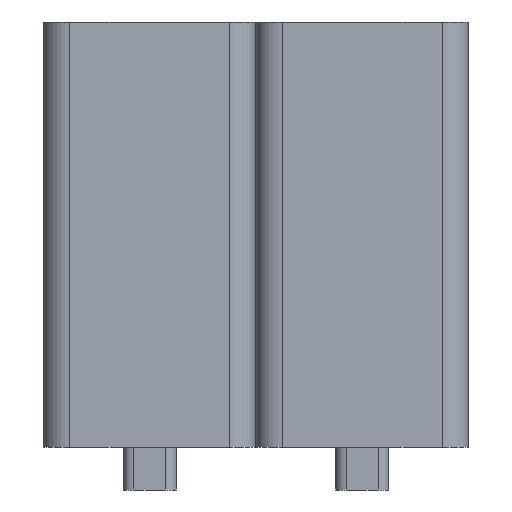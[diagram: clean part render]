
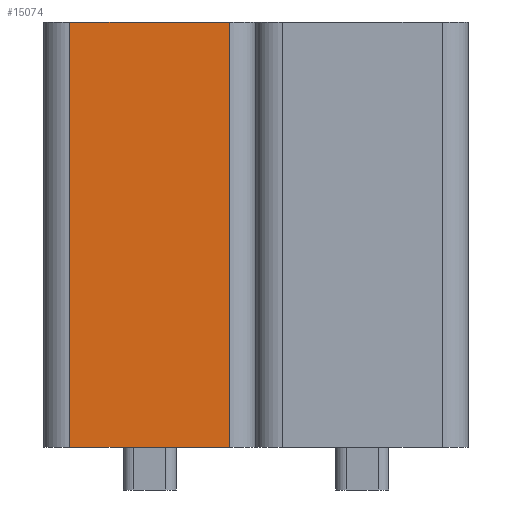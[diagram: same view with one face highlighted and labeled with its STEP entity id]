
A CAD part, left-side view. The second image highlights one B-rep face of the part: STEP entity #15074.
In plain terms, the highlighted planar face has unit normal (-1, 0, 0).
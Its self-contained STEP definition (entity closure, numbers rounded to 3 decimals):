
#804 = EDGE_CURVE ( 'NONE', #3632, #3703, #7513, .T. ) ;
#805 = EDGE_CURVE ( 'NONE', #3637, #3702, #7514, .T. ) ;
#890 = EDGE_CURVE ( 'NONE', #3702, #3703, #7554, .T. ) ;
#2535 = CARTESIAN_POINT ( 'NONE',  ( 0., -1.75, 4. ) ) ;
#2536 = DIRECTION ( 'NONE',  ( 0., 0., -1. ) ) ;
#2537 = CARTESIAN_POINT ( 'NONE',  ( 0., -0.25, 4. ) ) ;
#2538 = DIRECTION ( 'NONE',  ( 0., 0., -1. ) ) ;
#2752 = CARTESIAN_POINT ( 'NONE',  ( 0., -0.25, 0. ) ) ;
#2753 = DIRECTION ( 'NONE',  ( 0., -1., 0. ) ) ;
#3632 = VERTEX_POINT ( 'NONE', #9254 ) ;
#3637 = VERTEX_POINT ( 'NONE', #9259 ) ;
#3702 = VERTEX_POINT ( 'NONE', #9324 ) ;
#3703 = VERTEX_POINT ( 'NONE', #9325 ) ;
#4207 = EDGE_LOOP ( 'NONE', ( #4970, #4971, #4968, #4973 ) ) ;
#4968 = ORIENTED_EDGE ( 'NONE', *, *, #6731, .F. ) ;
#4970 = ORIENTED_EDGE ( 'NONE', *, *, #890, .T. ) ;
#4971 = ORIENTED_EDGE ( 'NONE', *, *, #804, .F. ) ;
#4973 = ORIENTED_EDGE ( 'NONE', *, *, #805, .T. ) ;
#6731 = EDGE_CURVE ( 'NONE', #3637, #3632, #11780, .T. ) ;
#7513 = LINE ( 'NONE', #2535, #7968 ) ;
#7514 = LINE ( 'NONE', #2537, #7969 ) ;
#7554 = LINE ( 'NONE', #2752, #8100 ) ;
#7968 = VECTOR ( 'NONE', #2536, 1000. ) ;
#7969 = VECTOR ( 'NONE', #2538, 1000. ) ;
#8100 = VECTOR ( 'NONE', #2753, 1000. ) ;
#9254 = CARTESIAN_POINT ( 'NONE',  ( 0., -1.75, 4. ) ) ;
#9259 = CARTESIAN_POINT ( 'NONE',  ( 0., -0.25, 4. ) ) ;
#9324 = CARTESIAN_POINT ( 'NONE',  ( 0., -0.25, 0. ) ) ;
#9325 = CARTESIAN_POINT ( 'NONE',  ( 0., -1.75, 0. ) ) ;
#9767 = VECTOR ( 'NONE', #12136, 1000. ) ;
#11780 = LINE ( 'NONE', #12135, #9767 ) ;
#12135 = CARTESIAN_POINT ( 'NONE',  ( 0., -0.25, 4. ) ) ;
#12136 = DIRECTION ( 'NONE',  ( 0., -1., 0. ) ) ;
#13660 = AXIS2_PLACEMENT_3D ( 'NONE', #14675, #14676, #14677 ) ;
#14424 = FACE_OUTER_BOUND ( 'NONE', #4207, .T. ) ;
#14674 = PLANE ( 'NONE',  #13660 ) ;
#14675 = CARTESIAN_POINT ( 'NONE',  ( 0., -0.25, 4. ) ) ;
#14676 = DIRECTION ( 'NONE',  ( 1., 0., 0. ) ) ;
#14677 = DIRECTION ( 'NONE',  ( 0., 1., 0. ) ) ;
#15074 = ADVANCED_FACE ( 'NONE', ( #14424 ), #14674, .F. ) ;
